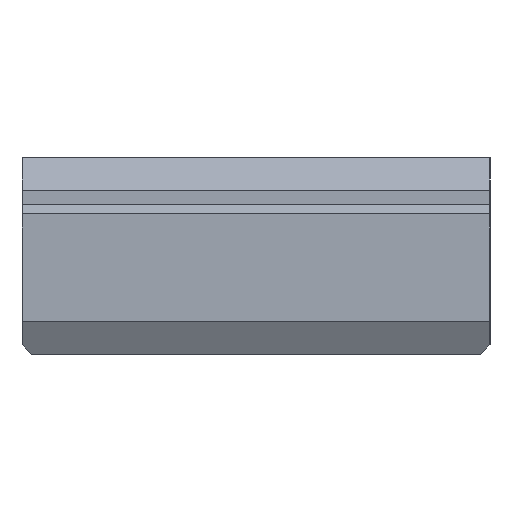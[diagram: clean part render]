
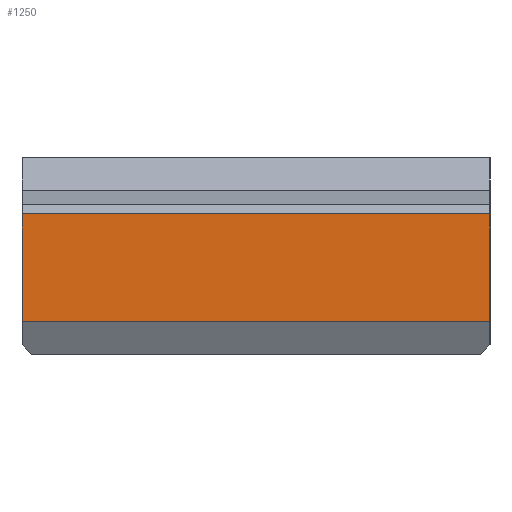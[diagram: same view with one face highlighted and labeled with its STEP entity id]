
A CAD part, left-side view. The second image highlights one B-rep face of the part: STEP entity #1250.
In plain terms, the highlighted planar face has unit normal (-1, 0, 0).
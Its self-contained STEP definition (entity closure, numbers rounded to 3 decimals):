
#111=FACE_OUTER_BOUND('',#183,.T.);
#183=EDGE_LOOP('',(#978,#979,#980,#981));
#284=LINE('',#1886,#436);
#298=LINE('',#1928,#450);
#308=LINE('',#1945,#460);
#309=LINE('',#1946,#461);
#436=VECTOR('',#1531,10.);
#450=VECTOR('',#1573,10.);
#460=VECTOR('',#1591,10.);
#461=VECTOR('',#1592,10.);
#575=VERTEX_POINT('',#1883);
#576=VERTEX_POINT('',#1885);
#589=VERTEX_POINT('',#1925);
#590=VERTEX_POINT('',#1927);
#712=EDGE_CURVE('',#575,#576,#284,.T.);
#732=EDGE_CURVE('',#589,#590,#298,.T.);
#742=EDGE_CURVE('',#590,#575,#308,.T.);
#743=EDGE_CURVE('',#576,#589,#309,.T.);
#978=ORIENTED_EDGE('',*,*,#712,.F.);
#979=ORIENTED_EDGE('',*,*,#742,.F.);
#980=ORIENTED_EDGE('',*,*,#732,.F.);
#981=ORIENTED_EDGE('',*,*,#743,.F.);
#1190=PLANE('',#1347);
#1250=ADVANCED_FACE('',(#111),#1190,.T.);
#1347=AXIS2_PLACEMENT_3D('',#1944,#1589,#1590);
#1531=DIRECTION('',(0.,-1.,0.));
#1573=DIRECTION('',(0.,1.,0.));
#1589=DIRECTION('center_axis',(-1.,0.,0.));
#1590=DIRECTION('ref_axis',(0.,0.,1.));
#1591=DIRECTION('',(0.,0.,1.));
#1592=DIRECTION('',(0.,0.,-1.));
#1883=CARTESIAN_POINT('',(0.,10.,16.));
#1885=CARTESIAN_POINT('',(0.,-10.,16.));
#1886=CARTESIAN_POINT('',(0.,0.,16.));
#1925=CARTESIAN_POINT('',(0.,-10.,11.386));
#1927=CARTESIAN_POINT('',(0.,10.,11.386));
#1928=CARTESIAN_POINT('',(0.,0.,11.386));
#1944=CARTESIAN_POINT('Origin',(0.,0.,10.));
#1945=CARTESIAN_POINT('',(0.,10.,18.4));
#1946=CARTESIAN_POINT('',(0.,-10.,18.4));
